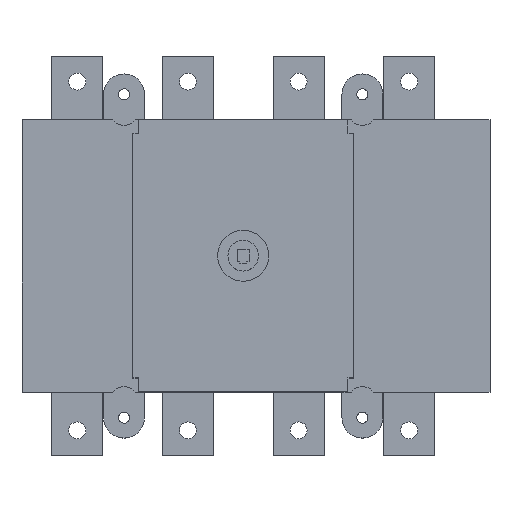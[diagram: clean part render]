
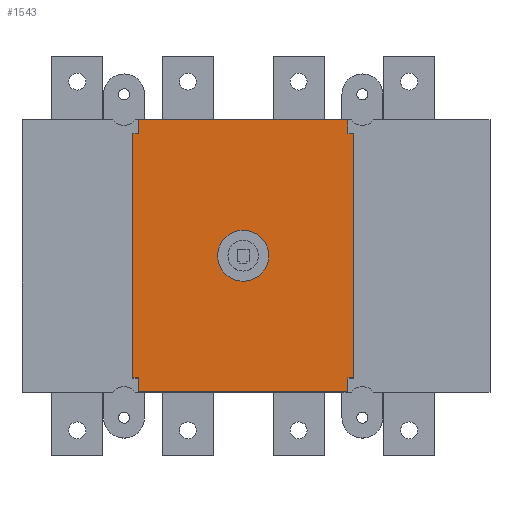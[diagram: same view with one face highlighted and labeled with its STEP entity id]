
A CAD part, top view. The second image highlights one B-rep face of the part: STEP entity #1543.
In plain terms, the highlighted planar face has unit normal (0, 0, 1).
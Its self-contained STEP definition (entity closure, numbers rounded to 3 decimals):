
#62=FACE_BOUND('',#277,.T.);
#143=FACE_OUTER_BOUND('',#276,.T.);
#276=EDGE_LOOP('',(#1087,#1088,#1089,#1090,#1091,#1092,#1093,#1094,#1095,
#1096,#1097,#1098));
#277=EDGE_LOOP('',(#1099));
#436=VERTEX_POINT('',#3033);
#437=VERTEX_POINT('',#3035);
#462=VERTEX_POINT('',#3087);
#463=VERTEX_POINT('',#3089);
#497=VERTEX_POINT('',#3177);
#500=VERTEX_POINT('',#3187);
#502=VERTEX_POINT('',#3193);
#504=VERTEX_POINT('',#3199);
#506=VERTEX_POINT('',#3205);
#509=VERTEX_POINT('',#3212);
#510=VERTEX_POINT('',#3214);
#512=VERTEX_POINT('',#3220);
#514=VERTEX_POINT('',#3226);
#640=EDGE_CURVE('',#436,#437,#1673,.T.);
#666=EDGE_CURVE('',#462,#463,#1699,.T.);
#709=EDGE_CURVE('',#497,#497,#2099,.T.);
#712=EDGE_CURVE('',#463,#500,#1741,.T.);
#715=EDGE_CURVE('',#500,#502,#1744,.T.);
#718=EDGE_CURVE('',#502,#504,#1747,.T.);
#721=EDGE_CURVE('',#504,#506,#1750,.T.);
#725=EDGE_CURVE('',#509,#510,#1754,.T.);
#728=EDGE_CURVE('',#510,#512,#1757,.T.);
#731=EDGE_CURVE('',#512,#514,#1760,.T.);
#734=EDGE_CURVE('',#514,#462,#1763,.T.);
#740=EDGE_CURVE('',#506,#436,#1765,.T.);
#742=EDGE_CURVE('',#437,#509,#1767,.T.);
#1087=ORIENTED_EDGE('',*,*,#742,.F.);
#1088=ORIENTED_EDGE('',*,*,#640,.F.);
#1089=ORIENTED_EDGE('',*,*,#740,.F.);
#1090=ORIENTED_EDGE('',*,*,#721,.F.);
#1091=ORIENTED_EDGE('',*,*,#718,.F.);
#1092=ORIENTED_EDGE('',*,*,#715,.F.);
#1093=ORIENTED_EDGE('',*,*,#712,.F.);
#1094=ORIENTED_EDGE('',*,*,#666,.F.);
#1095=ORIENTED_EDGE('',*,*,#734,.F.);
#1096=ORIENTED_EDGE('',*,*,#731,.F.);
#1097=ORIENTED_EDGE('',*,*,#728,.F.);
#1098=ORIENTED_EDGE('',*,*,#725,.F.);
#1099=ORIENTED_EDGE('',*,*,#709,.T.);
#1448=PLANE('',#2205);
#1543=ADVANCED_FACE('',(#143,#62),#1448,.T.);
#1673=LINE('',#3036,#1901);
#1699=LINE('',#3090,#1927);
#1741=LINE('',#3188,#1969);
#1744=LINE('',#3194,#1972);
#1747=LINE('',#3200,#1975);
#1750=LINE('',#3206,#1978);
#1754=LINE('',#3215,#1982);
#1757=LINE('',#3221,#1985);
#1760=LINE('',#3227,#1988);
#1763=LINE('',#3232,#1991);
#1765=LINE('',#3241,#1993);
#1767=LINE('',#3244,#1995);
#1901=VECTOR('',#2422,10.);
#1927=VECTOR('',#2452,10.);
#1969=VECTOR('',#2532,10.);
#1972=VECTOR('',#2537,10.);
#1975=VECTOR('',#2542,10.);
#1978=VECTOR('',#2547,10.);
#1982=VECTOR('',#2553,10.);
#1985=VECTOR('',#2558,10.);
#1988=VECTOR('',#2563,10.);
#1991=VECTOR('',#2568,10.);
#1993=VECTOR('',#2584,10.);
#1995=VECTOR('',#2588,10.);
#2099=CIRCLE('',#2184,15.);
#2184=AXIS2_PLACEMENT_3D('',#3178,#2518,#2519);
#2205=AXIS2_PLACEMENT_3D('',#3243,#2586,#2587);
#2422=DIRECTION('',(-1.,0.,0.));
#2452=DIRECTION('',(1.,0.,0.));
#2518=DIRECTION('center_axis',(0.,0.,-1.));
#2519=DIRECTION('ref_axis',(-1.,0.,0.));
#2532=DIRECTION('',(0.,-1.,0.));
#2537=DIRECTION('',(1.,0.,0.));
#2542=DIRECTION('',(0.,-1.,0.));
#2547=DIRECTION('',(-1.,0.,0.));
#2553=DIRECTION('',(-1.,0.,0.));
#2558=DIRECTION('',(0.,1.,0.));
#2563=DIRECTION('',(1.,0.,0.));
#2568=DIRECTION('',(0.,1.,0.));
#2584=DIRECTION('',(0.,-1.,0.));
#2586=DIRECTION('center_axis',(0.,0.,1.));
#2587=DIRECTION('ref_axis',(1.,0.,0.));
#2588=DIRECTION('',(0.,1.,0.));
#3033=CARTESIAN_POINT('',(191.5,-80.,118.8));
#3035=CARTESIAN_POINT('',(68.5,-80.,118.8));
#3036=CARTESIAN_POINT('',(191.5,-80.,118.8));
#3087=CARTESIAN_POINT('',(68.5,80.,118.8));
#3089=CARTESIAN_POINT('',(191.5,80.,118.8));
#3090=CARTESIAN_POINT('',(68.5,80.,118.8));
#3177=CARTESIAN_POINT('',(145.,0.,118.8));
#3178=CARTESIAN_POINT('Origin',(130.,0.,118.8));
#3187=CARTESIAN_POINT('',(191.5,71.8,118.8));
#3188=CARTESIAN_POINT('',(191.5,80.,118.8));
#3193=CARTESIAN_POINT('',(195.,71.8,118.8));
#3194=CARTESIAN_POINT('',(191.5,71.8,118.8));
#3199=CARTESIAN_POINT('',(195.,-71.8,118.8));
#3200=CARTESIAN_POINT('',(195.,71.8,118.8));
#3205=CARTESIAN_POINT('',(191.5,-71.8,118.8));
#3206=CARTESIAN_POINT('',(195.,-71.8,118.8));
#3212=CARTESIAN_POINT('',(68.5,-71.8,118.8));
#3214=CARTESIAN_POINT('',(65.,-71.8,118.8));
#3215=CARTESIAN_POINT('',(68.5,-71.8,118.8));
#3220=CARTESIAN_POINT('',(65.,71.8,118.8));
#3221=CARTESIAN_POINT('',(65.,-71.8,118.8));
#3226=CARTESIAN_POINT('',(68.5,71.8,118.8));
#3227=CARTESIAN_POINT('',(65.,71.8,118.8));
#3232=CARTESIAN_POINT('',(68.5,71.8,118.8));
#3241=CARTESIAN_POINT('',(191.5,-71.8,118.8));
#3243=CARTESIAN_POINT('Origin',(130.,0.,118.8));
#3244=CARTESIAN_POINT('',(68.5,-80.,118.8));
